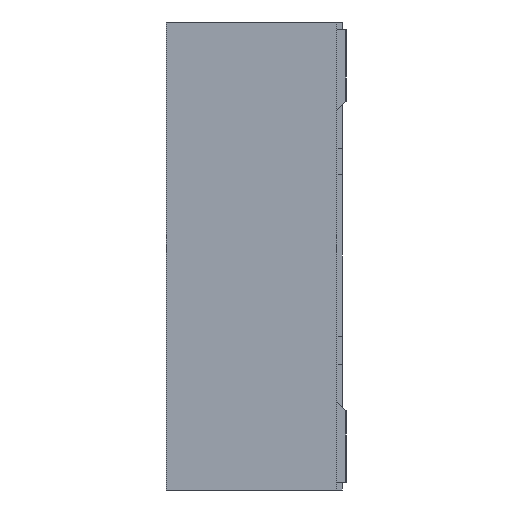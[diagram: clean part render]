
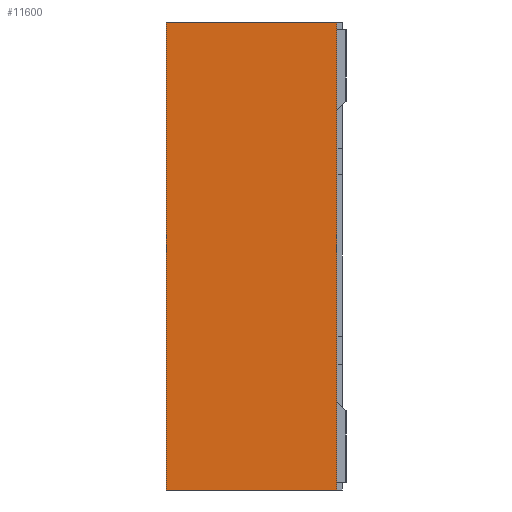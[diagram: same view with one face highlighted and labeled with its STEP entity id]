
A CAD part, left-side view. The second image highlights one B-rep face of the part: STEP entity #11600.
In plain terms, the highlighted planar face has unit normal (-1, 0, 0).
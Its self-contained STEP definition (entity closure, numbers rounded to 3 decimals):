
#92 = VERTEX_POINT ( 'NONE', #13064 ) ;
#849 = LINE ( 'NONE', #2887, #10086 ) ;
#907 = VERTEX_POINT ( 'NONE', #15999 ) ;
#2887 = CARTESIAN_POINT ( 'NONE',  ( -2.35, 0., -1.3 ) ) ;
#2897 = CARTESIAN_POINT ( 'NONE',  ( -2.35, 0., 1.3 ) ) ;
#3927 = VECTOR ( 'NONE', #17024, 1000. ) ;
#3993 = DIRECTION ( 'NONE',  ( -1., 0., 0. ) ) ;
#4549 = LINE ( 'NONE', #4596, #11595 ) ;
#4596 = CARTESIAN_POINT ( 'NONE',  ( -2.35, -0.46, -1.3 ) ) ;
#5395 = CARTESIAN_POINT ( 'NONE',  ( -2.35, -0.46, -1.3 ) ) ;
#5534 = EDGE_CURVE ( 'NONE', #92, #9842, #849, .T. ) ;
#6321 = EDGE_CURVE ( 'NONE', #9842, #9533, #4549, .T. ) ;
#6781 = CARTESIAN_POINT ( 'NONE',  ( -2.35, 0.49, -1.3 ) ) ;
#7092 = EDGE_LOOP ( 'NONE', ( #9873, #17439, #12016, #14944 ) ) ;
#7293 = CARTESIAN_POINT ( 'NONE',  ( -2.35, -0.46, 1.3 ) ) ;
#7772 = EDGE_CURVE ( 'NONE', #907, #9533, #10075, .T. ) ;
#8150 = DIRECTION ( 'NONE',  ( 0., 0., 1. ) ) ;
#8570 = DIRECTION ( 'NONE',  ( 0., -1., 0. ) ) ;
#8740 = EDGE_CURVE ( 'NONE', #907, #92, #13338, .T. ) ;
#9533 = VERTEX_POINT ( 'NONE', #7293 ) ;
#9588 = DIRECTION ( 'NONE',  ( 0., 0., -1. ) ) ;
#9590 = VECTOR ( 'NONE', #9588, 1000. ) ;
#9842 = VERTEX_POINT ( 'NONE', #5395 ) ;
#9873 = ORIENTED_EDGE ( 'NONE', *, *, #5534, .T. ) ;
#10075 = LINE ( 'NONE', #2897, #3927 ) ;
#10086 = VECTOR ( 'NONE', #8570, 1000. ) ;
#11595 = VECTOR ( 'NONE', #14483, 1000. ) ;
#11600 = ADVANCED_FACE ( 'NONE', ( #12283 ), #15166, .T. ) ;
#12016 = ORIENTED_EDGE ( 'NONE', *, *, #7772, .F. ) ;
#12283 = FACE_OUTER_BOUND ( 'NONE', #7092, .T. ) ;
#13064 = CARTESIAN_POINT ( 'NONE',  ( -2.35, 0.49, -1.3 ) ) ;
#13338 = LINE ( 'NONE', #6781, #9590 ) ;
#13853 = AXIS2_PLACEMENT_3D ( 'NONE', #16599, #3993, #8150 ) ;
#14483 = DIRECTION ( 'NONE',  ( 0., 0., 1. ) ) ;
#14944 = ORIENTED_EDGE ( 'NONE', *, *, #8740, .T. ) ;
#15166 = PLANE ( 'NONE',  #13853 ) ;
#15999 = CARTESIAN_POINT ( 'NONE',  ( -2.35, 0.49, 1.3 ) ) ;
#16599 = CARTESIAN_POINT ( 'NONE',  ( -2.35, 0.49, -1.3 ) ) ;
#17024 = DIRECTION ( 'NONE',  ( 0., -1., 0. ) ) ;
#17439 = ORIENTED_EDGE ( 'NONE', *, *, #6321, .T. ) ;
